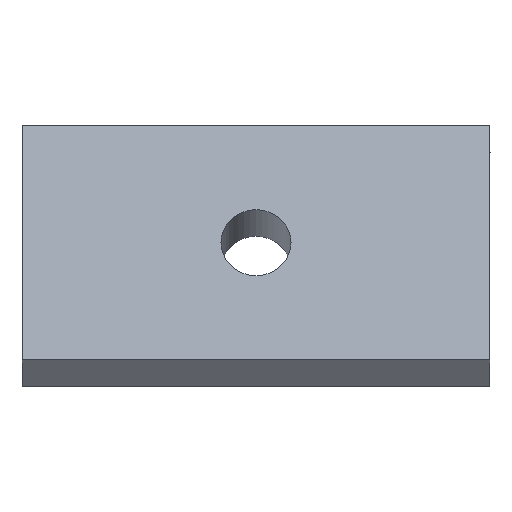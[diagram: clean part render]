
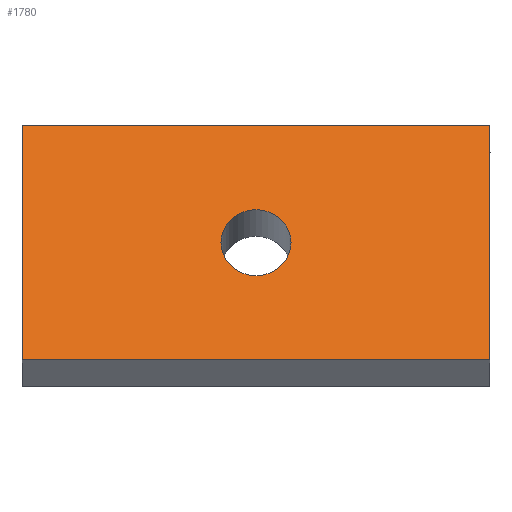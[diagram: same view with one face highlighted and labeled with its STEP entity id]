
A CAD part, left-side view. The second image highlights one B-rep face of the part: STEP entity #1780.
In plain terms, the highlighted face is planar.
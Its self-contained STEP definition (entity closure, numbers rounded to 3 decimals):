
#650=CARTESIAN_POINT('',(-30.,-16.,5.));
#660=VERTEX_POINT('',#650);
#690=CARTESIAN_POINT('',(30.,-16.,5.));
#700=DIRECTION('',(-1.,0.,0.));
#710=VECTOR('',#700,1.);
#720=LINE('',#690,#710);
#730=CARTESIAN_POINT('',(30.,-16.,5.));
#740=VERTEX_POINT('',#730);
#750=EDGE_CURVE('',#740,#660,#720,.T.);
#960=CARTESIAN_POINT('',(-30.,16.,5.));
#970=VERTEX_POINT('',#960);
#1000=CARTESIAN_POINT('',(-30.,-16.,5.));
#1010=DIRECTION('',(0.,1.,0.));
#1020=VECTOR('',#1010,1.);
#1030=LINE('',#1000,#1020);
#1040=EDGE_CURVE('',#660,#970,#1030,.T.);
#1200=CARTESIAN_POINT('',(30.,16.,5.));
#1210=VERTEX_POINT('',#1200);
#1240=CARTESIAN_POINT('',(-30.,16.,5.));
#1250=DIRECTION('',(1.,0.,0.));
#1260=VECTOR('',#1250,1.);
#1270=LINE('',#1240,#1260);
#1280=EDGE_CURVE('',#970,#1210,#1270,.T.);
#1410=CARTESIAN_POINT('',(30.,16.,5.));
#1420=DIRECTION('',(0.,-1.,0.));
#1430=VECTOR('',#1420,1.);
#1440=LINE('',#1410,#1430);
#1450=EDGE_CURVE('',#1210,#740,#1440,.T.);
#1520=CARTESIAN_POINT('',(0.,0.,5.));
#1530=DIRECTION('',(0.,0.,1.));
#1540=DIRECTION('',(1.,0.,0.));
#1550=AXIS2_PLACEMENT_3D('',#1520,#1530,#1540);
#1560=PLANE('',#1550);
#1570=ORIENTED_EDGE('',*,*,#1040,.F.);
#1580=ORIENTED_EDGE('',*,*,#1280,.F.);
#1590=ORIENTED_EDGE('',*,*,#1450,.F.);
#1600=ORIENTED_EDGE('',*,*,#750,.F.);
#1610=EDGE_LOOP('',(#1600,#1590,#1580,#1570));
#1620=FACE_OUTER_BOUND('',#1610,.T.);
#1630=CARTESIAN_POINT('',(0.,0.,5.));
#1640=DIRECTION('',(0.,0.,-1.));
#1650=DIRECTION('',(1.,0.,0.));
#1660=AXIS2_PLACEMENT_3D('',#1630,#1640,#1650);
#1670=CIRCLE('',#1660,4.5);
#1680=CARTESIAN_POINT('',(4.5,0.,5.));
#1690=VERTEX_POINT('',#1680);
#1700=CARTESIAN_POINT('',(-4.5,0.,5.));
#1710=VERTEX_POINT('',#1700);
#1720=EDGE_CURVE('',#1690,#1710,#1670,.T.);
#1730=ORIENTED_EDGE('',*,*,#1720,.T.);
#1740=EDGE_CURVE('',#1710,#1690,#1670,.T.);
#1750=ORIENTED_EDGE('',*,*,#1740,.T.);
#1760=EDGE_LOOP('',(#1750,#1730));
#1770=FACE_BOUND('',#1760,.T.);
#1780=ADVANCED_FACE('',(#1620,#1770),#1560,.T.);
